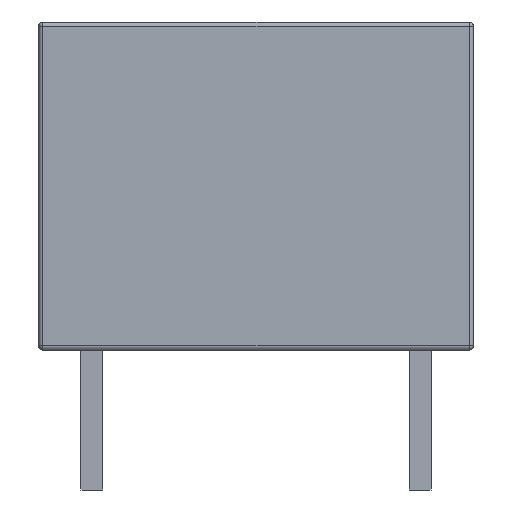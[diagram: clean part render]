
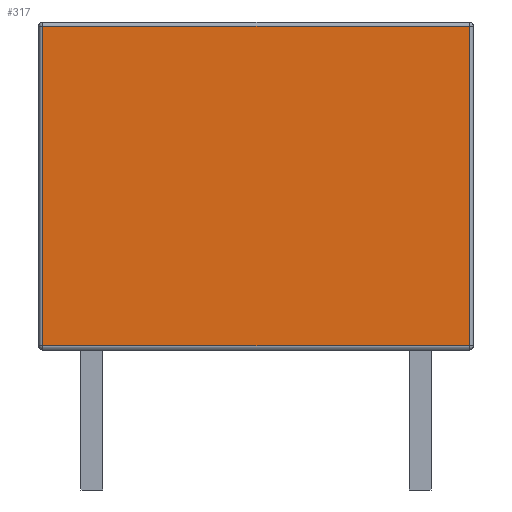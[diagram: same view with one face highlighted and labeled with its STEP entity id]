
A CAD part, left-side view. The second image highlights one B-rep face of the part: STEP entity #317.
In plain terms, the highlighted planar face has unit normal (-1, 0, 0).
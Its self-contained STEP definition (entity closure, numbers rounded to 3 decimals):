
#317 = ADVANCED_FACE( '', ( #816 ), #817, .F. );
#816 = FACE_OUTER_BOUND( '', #1522, .T. );
#817 = PLANE( '', #1523 );
#1522 = EDGE_LOOP( '', ( #2518, #2519, #2520, #2521 ) );
#1523 = AXIS2_PLACEMENT_3D( '', #2522, #2523, #2524 );
#2518 = ORIENTED_EDGE( '', *, *, #4734, .T. );
#2519 = ORIENTED_EDGE( '', *, *, #4867, .T. );
#2520 = ORIENTED_EDGE( '', *, *, #4868, .T. );
#2521 = ORIENTED_EDGE( '', *, *, #4851, .T. );
#2522 = CARTESIAN_POINT( '', ( -6.3, 5.05, 3.81 ) );
#2523 = DIRECTION( '', ( 1., 0., 0. ) );
#2524 = DIRECTION( '', ( 0., 0., -1. ) );
#4734 = EDGE_CURVE( '', #5533, #5538, #5540, .F. );
#4851 = EDGE_CURVE( '', #5741, #5533, #5742, .F. );
#4867 = EDGE_CURVE( '', #5538, #5764, #5765, .T. );
#4868 = EDGE_CURVE( '', #5764, #5741, #5766, .T. );
#5533 = VERTEX_POINT( '', #6768 );
#5538 = VERTEX_POINT( '', #6774 );
#5540 = LINE( '', #6776, #6777 );
#5741 = VERTEX_POINT( '', #7282 );
#5742 = LINE( '', #7283, #7284 );
#5764 = VERTEX_POINT( '', #7324 );
#5765 = LINE( '', #7325, #7326 );
#5766 = LINE( '', #7327, #7328 );
#6768 = CARTESIAN_POINT( '', ( -6.3, -4.95, 3.71 ) );
#6774 = CARTESIAN_POINT( '', ( -6.3, 4.95, 3.71 ) );
#6776 = CARTESIAN_POINT( '', ( -6.3, 5.05, 3.71 ) );
#6777 = VECTOR( '', #9604, 1000. );
#7282 = CARTESIAN_POINT( '', ( -6.3, -4.95, -3.71 ) );
#7283 = CARTESIAN_POINT( '', ( -6.3, -4.95, 3.81 ) );
#7284 = VECTOR( '', #9652, 1000. );
#7324 = CARTESIAN_POINT( '', ( -6.3, 4.95, -3.71 ) );
#7325 = CARTESIAN_POINT( '', ( -6.3, 4.95, 3.81 ) );
#7326 = VECTOR( '', #9662, 1000. );
#7327 = CARTESIAN_POINT( '', ( -6.3, 5.05, -3.71 ) );
#7328 = VECTOR( '', #9663, 1000. );
#9604 = DIRECTION( '', ( 0., -1., 0. ) );
#9652 = DIRECTION( '', ( 0., 0., -1. ) );
#9662 = DIRECTION( '', ( 0., 0., -1. ) );
#9663 = DIRECTION( '', ( 0., -1., 0. ) );
